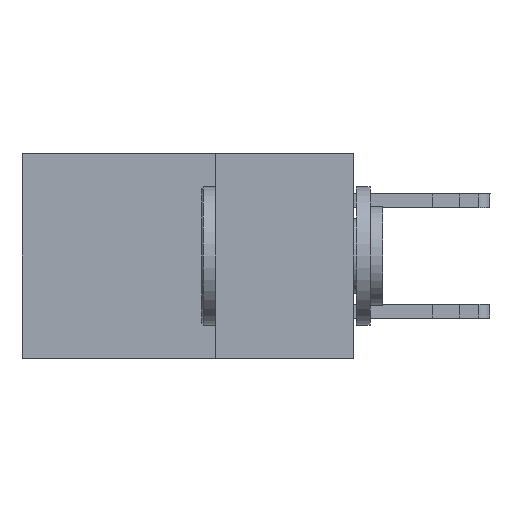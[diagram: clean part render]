
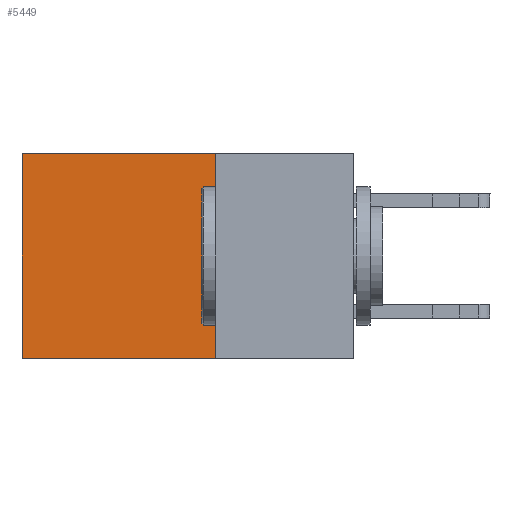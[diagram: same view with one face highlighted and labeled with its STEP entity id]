
A CAD part, left-side view. The second image highlights one B-rep face of the part: STEP entity #5449.
In plain terms, the highlighted planar face has unit normal (-1, 0, 0).
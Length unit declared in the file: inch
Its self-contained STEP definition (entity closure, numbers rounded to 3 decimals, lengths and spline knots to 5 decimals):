
#761 = VECTOR ( 'NONE', #7966, 39.37008 ) ;
#2039 = CARTESIAN_POINT ( 'NONE',  ( 0.2875, 0.25, 0. ) ) ;
#2886 = LINE ( 'NONE', #8005, #13436 ) ;
#3395 = FACE_OUTER_BOUND ( 'NONE', #18432, .T. ) ;
#3745 = EDGE_CURVE ( 'NONE', #9421, #16065, #10615, .T. ) ;
#3775 = CARTESIAN_POINT ( 'NONE',  ( 0.2875, 0.25, 0. ) ) ;
#4038 = VECTOR ( 'NONE', #6449, 39.37008 ) ;
#5245 = CARTESIAN_POINT ( 'NONE',  ( 0.2875, 0.6, 0. ) ) ;
#5449 = ADVANCED_FACE ( 'NONE', ( #3395 ), #7148, .F. ) ;
#6449 = DIRECTION ( 'NONE',  ( 0., 0., -1. ) ) ;
#7148 = PLANE ( 'NONE',  #8688 ) ;
#7345 = CARTESIAN_POINT ( 'NONE',  ( 0.2875, 0.6, 0. ) ) ;
#7570 = VERTEX_POINT ( 'NONE', #3775 ) ;
#7966 = DIRECTION ( 'NONE',  ( 0., 1., 0. ) ) ;
#8005 = CARTESIAN_POINT ( 'NONE',  ( 0.2875, 0.25, 0. ) ) ;
#8259 = DIRECTION ( 'NONE',  ( 0., 0., -1. ) ) ;
#8513 = DIRECTION ( 'NONE',  ( 0., 0., -1. ) ) ;
#8688 = AXIS2_PLACEMENT_3D ( 'NONE', #17108, #12897, #8513 ) ;
#9332 = VECTOR ( 'NONE', #8259, 39.37008 ) ;
#9421 = VERTEX_POINT ( 'NONE', #10130 ) ;
#9692 = EDGE_CURVE ( 'NONE', #7570, #17656, #2886, .T. ) ;
#9889 = LINE ( 'NONE', #2039, #4038 ) ;
#10018 = LINE ( 'NONE', #5245, #9332 ) ;
#10130 = CARTESIAN_POINT ( 'NONE',  ( 0.2875, 0.25, -0.37 ) ) ;
#10568 = ORIENTED_EDGE ( 'NONE', *, *, #18469, .T. ) ;
#10615 = LINE ( 'NONE', #16571, #761 ) ;
#12350 = ORIENTED_EDGE ( 'NONE', *, *, #15866, .F. ) ;
#12542 = ORIENTED_EDGE ( 'NONE', *, *, #9692, .T. ) ;
#12705 = CARTESIAN_POINT ( 'NONE',  ( 0.2875, 0.6, -0.37 ) ) ;
#12897 = DIRECTION ( 'NONE',  ( 1., 0., 0. ) ) ;
#13436 = VECTOR ( 'NONE', #15216, 39.37008 ) ;
#15216 = DIRECTION ( 'NONE',  ( 0., 1., 0. ) ) ;
#15866 = EDGE_CURVE ( 'NONE', #7570, #9421, #9889, .T. ) ;
#16065 = VERTEX_POINT ( 'NONE', #12705 ) ;
#16571 = CARTESIAN_POINT ( 'NONE',  ( 0.2875, 0.25, -0.37 ) ) ;
#17108 = CARTESIAN_POINT ( 'NONE',  ( 0.2875, 0.25, 0. ) ) ;
#17656 = VERTEX_POINT ( 'NONE', #7345 ) ;
#18432 = EDGE_LOOP ( 'NONE', ( #10568, #18553, #12350, #12542 ) ) ;
#18469 = EDGE_CURVE ( 'NONE', #17656, #16065, #10018, .T. ) ;
#18553 = ORIENTED_EDGE ( 'NONE', *, *, #3745, .F. ) ;
